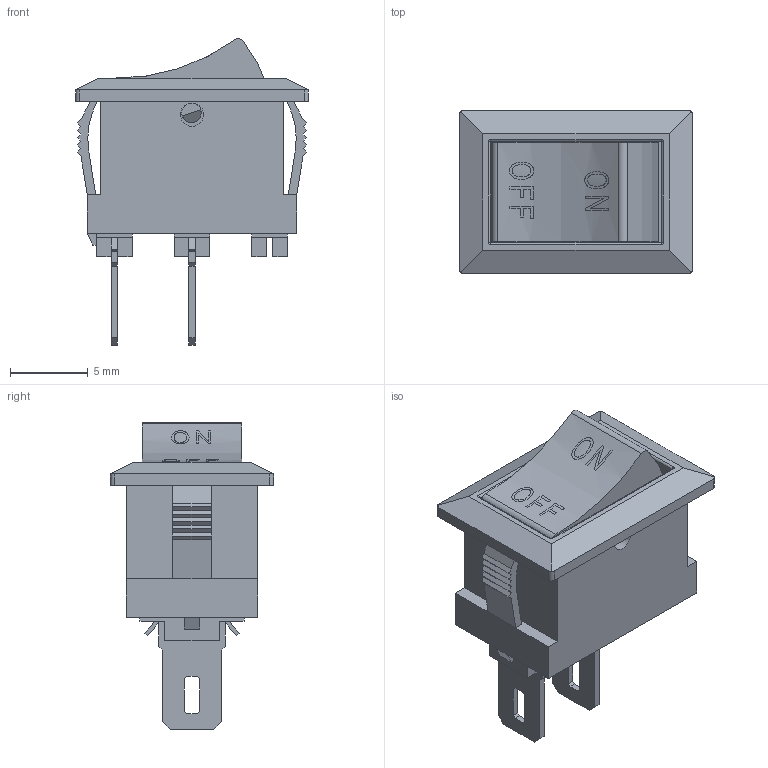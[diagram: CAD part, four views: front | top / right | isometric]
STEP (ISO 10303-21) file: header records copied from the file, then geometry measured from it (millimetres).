
FILE_DESCRIPTION(('STEP AP214'), '1');
FILE_NAME('SPST-RCK-15x11', '', ('UNSPECIFIED'), ('UNSPECIFIED'), 'ASCON STEP Converter 1.3', 'ASCON Math Kernel', '');
FILE_SCHEMA(('AUTOMOTIVE_DESIGN { 1 0 10303 214 3 1 1}'));
Length unit declared in the file: millimetre
Bounding box: 15 x 10.5 x 19.74 mm (x, y, z)
Volume: 864.8 mm3; surface area: 1701.5 mm2
Topology: 4 solids, 4 shells, 223 faces, 743 edges, 532 vertices
Faces by surface type: plane 193, cylinder 26, torus 4
Full cylindrical faces by diameter (mm): 1.25 x2, 1.5 x2
Entity records: 10281 total; most frequent: CARTESIAN_POINT 2051, ORIENTED_EDGE 1474, DIRECTION 1119, EDGE_CURVE 737, LINE 567, VECTOR 567, VERTEX_POINT 532, AXIS2_PLACEMENT_3D 276
